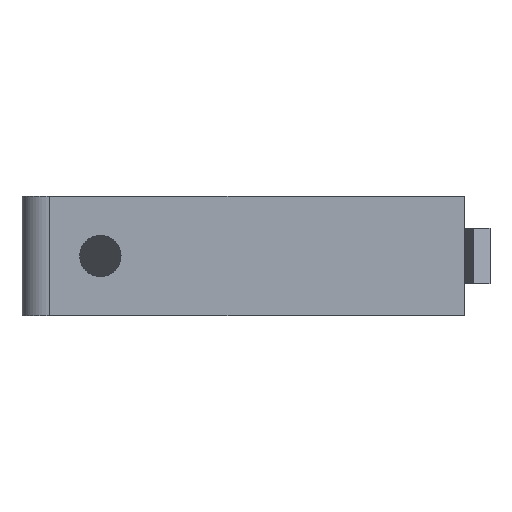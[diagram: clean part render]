
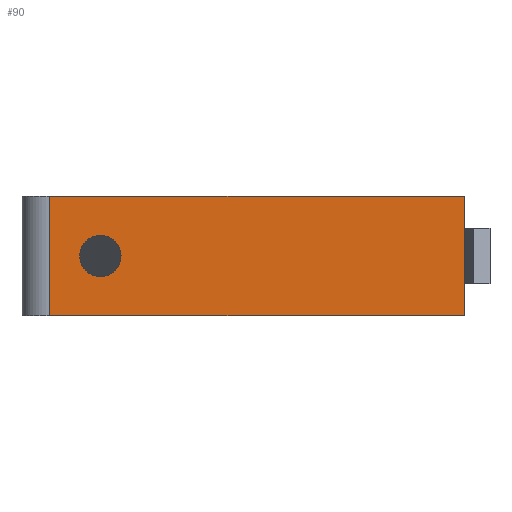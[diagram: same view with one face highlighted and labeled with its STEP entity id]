
A CAD part, left-side view. The second image highlights one B-rep face of the part: STEP entity #90.
In plain terms, the highlighted planar face has unit normal (-1, 0, 0).
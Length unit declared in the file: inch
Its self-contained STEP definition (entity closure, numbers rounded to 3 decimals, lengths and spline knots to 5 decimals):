
#90=ADVANCED_FACE('',(#200,#201),#202,.T.);
#200=FACE_BOUND('',#392,.T.);
#201=FACE_OUTER_BOUND('',#393,.T.);
#202=PLANE('',#394);
#392=EDGE_LOOP('',(#661,#662,#663,#664));
#393=EDGE_LOOP('',(#665,#666,#667,#668));
#394=AXIS2_PLACEMENT_3D('',#669,#670,#671);
#661=ORIENTED_EDGE('',*,*,#913,.T.);
#662=ORIENTED_EDGE('',*,*,#889,.T.);
#663=ORIENTED_EDGE('',*,*,#928,.T.);
#664=ORIENTED_EDGE('',*,*,#920,.T.);
#665=ORIENTED_EDGE('',*,*,#929,.T.);
#666=ORIENTED_EDGE('',*,*,#926,.F.);
#667=ORIENTED_EDGE('',*,*,#930,.T.);
#668=ORIENTED_EDGE('',*,*,#931,.T.);
#669=CARTESIAN_POINT('',(-0.11294,3.15879,0.0));
#670=DIRECTION('',(-1.0,0.0,0.0));
#671=DIRECTION('',(0.0,-1.0,0.0));
#889=EDGE_CURVE('',#1063,#1061,#1064,.T.);
#913=EDGE_CURVE('',#1100,#1063,#1101,.T.);
#920=EDGE_CURVE('',#1110,#1100,#1111,.T.);
#926=EDGE_CURVE('',#1119,#1114,#1121,.T.);
#928=EDGE_CURVE('',#1061,#1110,#1123,.T.);
#929=EDGE_CURVE('',#1124,#1114,#1125,.T.);
#930=EDGE_CURVE('',#1119,#1126,#1127,.T.);
#931=EDGE_CURVE('',#1126,#1124,#1128,.T.);
#1061=VERTEX_POINT('',#1341);
#1063=VERTEX_POINT('',#1344);
#1064=B_SPLINE_CURVE_WITH_KNOTS('',3,(#1345,#1346,#1347,#1348),.UNSPECIFIED.,.F.,.F.,(4,4),(0.0,1.0),.UNSPECIFIED.);
#1100=VERTEX_POINT('',#1409);
#1101=B_SPLINE_CURVE_WITH_KNOTS('',3,(#1410,#1411,#1412,#1413),.UNSPECIFIED.,.F.,.F.,(4,4),(0.0,1.0),.UNSPECIFIED.);
#1110=VERTEX_POINT('',#1430);
#1111=B_SPLINE_CURVE_WITH_KNOTS('',3,(#1431,#1432,#1433,#1434),.UNSPECIFIED.,.F.,.F.,(4,4),(0.0,1.0),.UNSPECIFIED.);
#1114=VERTEX_POINT('',#1438);
#1119=VERTEX_POINT('',#1447);
#1121=LINE('',#1452,#1453);
#1123=B_SPLINE_CURVE_WITH_KNOTS('',3,(#1455,#1456,#1457,#1458),.UNSPECIFIED.,.F.,.F.,(4,4),(0.0,1.0),.UNSPECIFIED.);
#1124=VERTEX_POINT('',#1459);
#1125=LINE('',#1460,#1461);
#1126=VERTEX_POINT('',#1462);
#1127=LINE('',#1463,#1464);
#1128=LINE('',#1465,#1466);
#1341=CARTESIAN_POINT('',(-0.11294,5.2838,1.09375));
#1344=CARTESIAN_POINT('',(-0.11294,5.56505,0.8125));
#1345=CARTESIAN_POINT('',(-0.11294,5.56505,0.8125));
#1346=CARTESIAN_POINT('',(-0.11294,5.56505,0.96783));
#1347=CARTESIAN_POINT('',(-0.11294,5.43913,1.09375));
#1348=CARTESIAN_POINT('',(-0.11294,5.2838,1.09375));
#1409=CARTESIAN_POINT('',(-0.11294,5.2838,0.53125));
#1410=CARTESIAN_POINT('',(-0.11294,5.2838,0.53125));
#1411=CARTESIAN_POINT('',(-0.11294,5.43913,0.53125));
#1412=CARTESIAN_POINT('',(-0.11294,5.56505,0.65717));
#1413=CARTESIAN_POINT('',(-0.11294,5.56505,0.8125));
#1430=CARTESIAN_POINT('',(-0.11294,5.00255,0.8125));
#1431=CARTESIAN_POINT('',(-0.11294,5.00255,0.8125));
#1432=CARTESIAN_POINT('',(-0.11294,5.00255,0.65717));
#1433=CARTESIAN_POINT('',(-0.11294,5.12847,0.53125));
#1434=CARTESIAN_POINT('',(-0.11294,5.2838,0.53125));
#1438=CARTESIAN_POINT('',(-0.11294,5.97126,1.625));
#1447=CARTESIAN_POINT('',(-0.11294,5.97126,0.0));
#1452=CARTESIAN_POINT('',(-0.11294,5.97126,0.0));
#1453=VECTOR('',#1645,1.0);
#1455=CARTESIAN_POINT('',(-0.11294,5.2838,1.09375));
#1456=CARTESIAN_POINT('',(-0.11294,5.12847,1.09375));
#1457=CARTESIAN_POINT('',(-0.11294,5.00255,0.96783));
#1458=CARTESIAN_POINT('',(-0.11294,5.00255,0.8125));
#1459=CARTESIAN_POINT('',(-0.11294,0.34633,1.625));
#1460=CARTESIAN_POINT('',(-0.11294,5.97126,1.625));
#1461=VECTOR('',#1646,1.0);
#1462=CARTESIAN_POINT('',(-0.11294,0.34633,0.0));
#1463=CARTESIAN_POINT('',(-0.11294,5.97126,0.0));
#1464=VECTOR('',#1647,1.0);
#1465=CARTESIAN_POINT('',(-0.11294,0.34633,0.0));
#1466=VECTOR('',#1648,1.0);
#1645=DIRECTION('',(0.0,0.0,1.0));
#1646=DIRECTION('',(0.0,1.0,0.0));
#1647=DIRECTION('',(0.0,-1.0,0.0));
#1648=DIRECTION('',(0.0,0.0,1.0));
